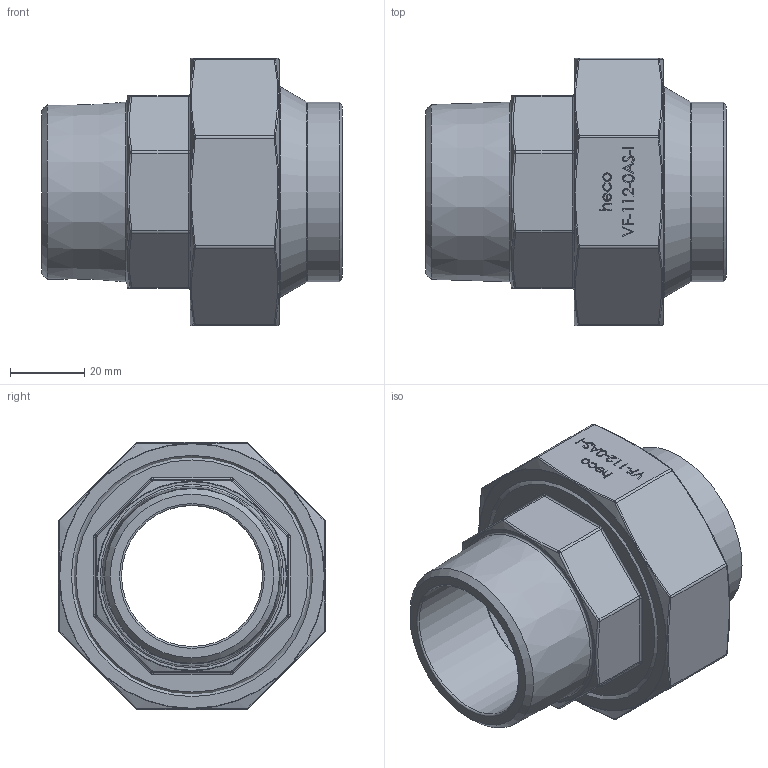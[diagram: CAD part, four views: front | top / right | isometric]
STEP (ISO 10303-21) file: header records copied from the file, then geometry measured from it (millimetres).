
FILE_DESCRIPTION (( 'STEP AP214' ), '1' );
FILE_NAME ('VF-112-0AS-I Verschraubung flach 2109.STEP', '2021-09-23T10:40:51', ( '' ), ( '' ), 'SwSTEP 2.0', 'SolidWorks 2019', '' );
FILE_SCHEMA (( 'AUTOMOTIVE_DESIGN' ));
Length unit declared in the file: millimetre
Products named in the file (1): VF-112-0AS-I Verschraubung flach 2109
Bounding box: 81 x 72 x 72 mm (x, y, z)
Volume: 101026.4 mm3; surface area: 45408.4 mm2
Topology: 4 solids, 4 shells, 320 faces, 775 edges, 488 vertices
Faces by surface type: plane 126, bspline 113, cylinder 37, torus 31, cone 13
Full cylindrical faces by diameter (mm): 38 x1, 42 x1, 44 x1, 48 x1, 48.3 x1, 49 x1, 50 x1, 58.5 x1, 59 x1, 62.5 x2, 62.84 x1, 65 x1
Entity records: 17029 total; most frequent: CARTESIAN_POINT 6992, ORIENTED_EDGE 1420, DIRECTION 1040, EDGE_CURVE 710, VERTEX_POINT 472, EDGE_LOOP 402, FACE_OUTER_BOUND 356, AXIS2_PLACEMENT_3D 348
